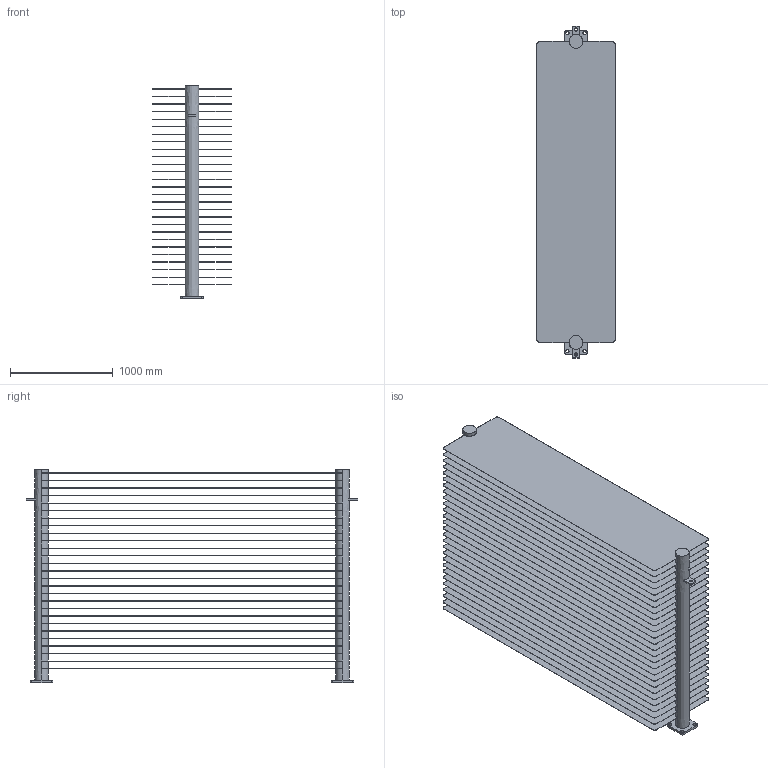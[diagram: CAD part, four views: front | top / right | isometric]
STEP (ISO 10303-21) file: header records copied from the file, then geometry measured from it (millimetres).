
FILE_DESCRIPTION(('FreeCAD Model'),'2;1');
FILE_NAME('Open CASCADE Shape Model','2025-05-07T21:12:20',('FreeCAD'),( 'FreeCAD'),'Open CASCADE STEP processor 7.6','FreeCAD','Unknown');
FILE_SCHEMA(('AUTOMOTIVE_DESIGN { 1 0 10303 214 1 1 1 1 }'));
Length unit declared in the file: millimetre
Products named in the file (1): Open CASCADE STEP translator 7.6 1
Bounding box: 763.2 x 3237.79 x 2078.26 mm (x, y, z)
Volume: 235763148.3 mm3; surface area: 122724666.9 mm2
Topology: 3 solids, 3 shells, 448 faces, 1260 edges, 768 vertices
Faces by surface type: bspline 448
Entity records: 13612 total; most frequent: CARTESIAN_POINT 6549, ORIENTED_EDGE 2520, EDGE_CURVE 1260, B_SPLINE_CURVE_WITH_KNOTS 852, VERTEX_POINT 768, FACE_BOUND 474, EDGE_LOOP 474, ADVANCED_FACE 448
